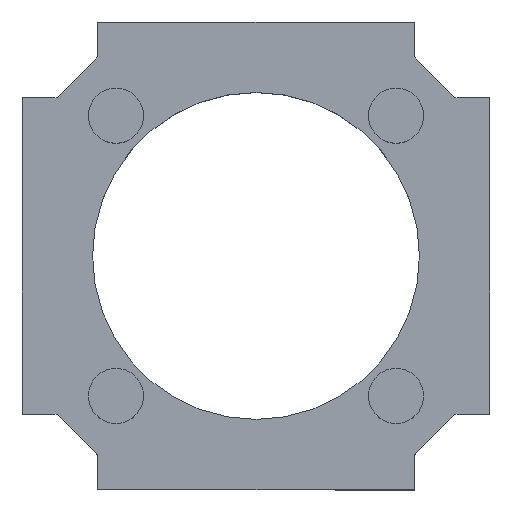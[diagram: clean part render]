
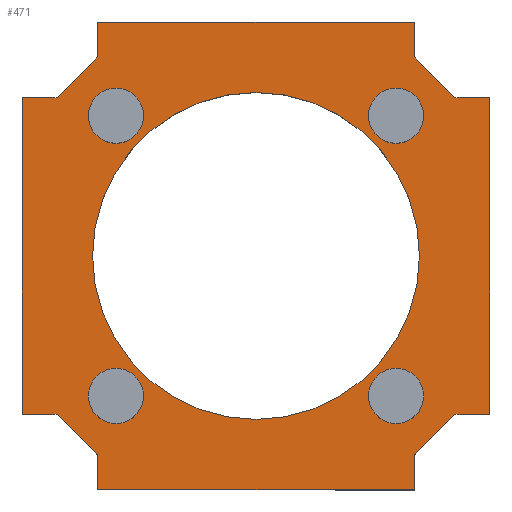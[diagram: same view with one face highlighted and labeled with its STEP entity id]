
A CAD part, top view. The second image highlights one B-rep face of the part: STEP entity #471.
In plain terms, the highlighted planar face has unit normal (0, 0, 1).
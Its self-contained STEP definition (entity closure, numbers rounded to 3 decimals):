
#20=FACE_BOUND('',#80,.T.);
#21=FACE_BOUND('',#81,.T.);
#22=FACE_BOUND('',#82,.T.);
#23=FACE_BOUND('',#83,.T.);
#24=FACE_BOUND('',#84,.T.);
#26=CIRCLE('',#519,17.5);
#27=CIRCLE('',#520,2.95);
#28=CIRCLE('',#521,2.95);
#29=CIRCLE('',#522,2.95);
#30=CIRCLE('',#523,2.95);
#52=FACE_OUTER_BOUND('',#79,.T.);
#79=EDGE_LOOP('',(#371,#372,#373,#374,#375,#376,#377,#378,#379,#380,#381,
#382,#383,#384,#385,#386));
#80=EDGE_LOOP('',(#387));
#81=EDGE_LOOP('',(#388));
#82=EDGE_LOOP('',(#389));
#83=EDGE_LOOP('',(#390));
#84=EDGE_LOOP('',(#391));
#98=LINE('',#676,#151);
#102=LINE('',#683,#155);
#105=LINE('',#689,#158);
#108=LINE('',#695,#161);
#111=LINE('',#701,#164);
#114=LINE('',#707,#167);
#117=LINE('',#713,#170);
#120=LINE('',#719,#173);
#123=LINE('',#725,#176);
#126=LINE('',#731,#179);
#129=LINE('',#737,#182);
#132=LINE('',#743,#185);
#135=LINE('',#749,#188);
#138=LINE('',#755,#191);
#141=LINE('',#761,#194);
#143=LINE('',#764,#196);
#151=VECTOR('',#545,10.);
#155=VECTOR('',#551,10.);
#158=VECTOR('',#556,10.);
#161=VECTOR('',#561,10.);
#164=VECTOR('',#566,10.);
#167=VECTOR('',#571,10.);
#170=VECTOR('',#576,10.);
#173=VECTOR('',#581,10.);
#176=VECTOR('',#586,10.);
#179=VECTOR('',#591,10.);
#182=VECTOR('',#596,10.);
#185=VECTOR('',#601,10.);
#188=VECTOR('',#606,10.);
#191=VECTOR('',#611,10.);
#194=VECTOR('',#616,10.);
#196=VECTOR('',#620,10.);
#204=VERTEX_POINT('',#673);
#205=VERTEX_POINT('',#675);
#207=VERTEX_POINT('',#681);
#209=VERTEX_POINT('',#687);
#211=VERTEX_POINT('',#693);
#213=VERTEX_POINT('',#699);
#215=VERTEX_POINT('',#705);
#217=VERTEX_POINT('',#711);
#219=VERTEX_POINT('',#717);
#221=VERTEX_POINT('',#723);
#223=VERTEX_POINT('',#729);
#225=VERTEX_POINT('',#735);
#227=VERTEX_POINT('',#741);
#229=VERTEX_POINT('',#747);
#231=VERTEX_POINT('',#753);
#233=VERTEX_POINT('',#759);
#234=VERTEX_POINT('',#766);
#235=VERTEX_POINT('',#768);
#236=VERTEX_POINT('',#770);
#237=VERTEX_POINT('',#772);
#238=VERTEX_POINT('',#774);
#246=EDGE_CURVE('',#204,#205,#98,.T.);
#250=EDGE_CURVE('',#207,#204,#102,.T.);
#253=EDGE_CURVE('',#209,#207,#105,.T.);
#256=EDGE_CURVE('',#211,#209,#108,.T.);
#259=EDGE_CURVE('',#213,#211,#111,.T.);
#262=EDGE_CURVE('',#215,#213,#114,.T.);
#265=EDGE_CURVE('',#217,#215,#117,.T.);
#268=EDGE_CURVE('',#219,#217,#120,.T.);
#271=EDGE_CURVE('',#221,#219,#123,.T.);
#274=EDGE_CURVE('',#223,#221,#126,.T.);
#277=EDGE_CURVE('',#225,#223,#129,.T.);
#280=EDGE_CURVE('',#227,#225,#132,.T.);
#283=EDGE_CURVE('',#229,#227,#135,.T.);
#286=EDGE_CURVE('',#231,#229,#138,.T.);
#289=EDGE_CURVE('',#233,#231,#141,.T.);
#291=EDGE_CURVE('',#205,#233,#143,.T.);
#292=EDGE_CURVE('',#234,#234,#26,.T.);
#293=EDGE_CURVE('',#235,#235,#27,.T.);
#294=EDGE_CURVE('',#236,#236,#28,.T.);
#295=EDGE_CURVE('',#237,#237,#29,.T.);
#296=EDGE_CURVE('',#238,#238,#30,.T.);
#371=ORIENTED_EDGE('',*,*,#265,.F.);
#372=ORIENTED_EDGE('',*,*,#268,.F.);
#373=ORIENTED_EDGE('',*,*,#271,.F.);
#374=ORIENTED_EDGE('',*,*,#274,.F.);
#375=ORIENTED_EDGE('',*,*,#277,.F.);
#376=ORIENTED_EDGE('',*,*,#280,.F.);
#377=ORIENTED_EDGE('',*,*,#283,.F.);
#378=ORIENTED_EDGE('',*,*,#286,.F.);
#379=ORIENTED_EDGE('',*,*,#289,.F.);
#380=ORIENTED_EDGE('',*,*,#291,.F.);
#381=ORIENTED_EDGE('',*,*,#246,.F.);
#382=ORIENTED_EDGE('',*,*,#250,.F.);
#383=ORIENTED_EDGE('',*,*,#253,.F.);
#384=ORIENTED_EDGE('',*,*,#256,.F.);
#385=ORIENTED_EDGE('',*,*,#259,.F.);
#386=ORIENTED_EDGE('',*,*,#262,.F.);
#387=ORIENTED_EDGE('',*,*,#292,.T.);
#388=ORIENTED_EDGE('',*,*,#293,.T.);
#389=ORIENTED_EDGE('',*,*,#294,.T.);
#390=ORIENTED_EDGE('',*,*,#295,.T.);
#391=ORIENTED_EDGE('',*,*,#296,.T.);
#449=PLANE('',#518);
#471=ADVANCED_FACE('',(#52,#20,#21,#22,#23,#24),#449,.T.);
#518=AXIS2_PLACEMENT_3D('',#765,#621,#622);
#519=AXIS2_PLACEMENT_3D('',#767,#623,#624);
#520=AXIS2_PLACEMENT_3D('',#769,#625,#626);
#521=AXIS2_PLACEMENT_3D('',#771,#627,#628);
#522=AXIS2_PLACEMENT_3D('',#773,#629,#630);
#523=AXIS2_PLACEMENT_3D('',#775,#631,#632);
#545=DIRECTION('',(0.,-1.,0.));
#551=DIRECTION('',(-0.707,-0.707,0.));
#556=DIRECTION('',(-1.,0.,0.));
#561=DIRECTION('',(0.,-1.,0.));
#566=DIRECTION('',(1.,0.,0.));
#571=DIRECTION('',(0.707,-0.707,0.));
#576=DIRECTION('',(0.,-1.,0.));
#581=DIRECTION('',(1.,0.,0.));
#586=DIRECTION('',(0.,1.,0.));
#591=DIRECTION('',(0.707,0.707,0.));
#596=DIRECTION('',(1.,0.,0.));
#601=DIRECTION('',(0.,1.,0.));
#606=DIRECTION('',(-1.,0.,0.));
#611=DIRECTION('',(-0.707,0.707,0.));
#616=DIRECTION('',(0.,1.,0.));
#620=DIRECTION('',(-1.,0.,0.));
#621=DIRECTION('center_axis',(0.,0.,1.));
#622=DIRECTION('ref_axis',(1.,0.,0.));
#623=DIRECTION('center_axis',(0.,0.,-1.));
#624=DIRECTION('ref_axis',(-1.,0.,0.));
#625=DIRECTION('center_axis',(0.,0.,-1.));
#626=DIRECTION('ref_axis',(-1.,0.,0.));
#627=DIRECTION('center_axis',(0.,0.,-1.));
#628=DIRECTION('ref_axis',(-1.,0.,0.));
#629=DIRECTION('center_axis',(0.,0.,-1.));
#630=DIRECTION('ref_axis',(-1.,0.,0.));
#631=DIRECTION('center_axis',(0.,0.,-1.));
#632=DIRECTION('ref_axis',(-1.,0.,0.));
#673=CARTESIAN_POINT('',(-3.98,-0.375,18.));
#675=CARTESIAN_POINT('',(-3.98,-4.12,18.));
#676=CARTESIAN_POINT('',(-3.98,-0.375,18.));
#681=CARTESIAN_POINT('',(0.375,3.98,18.));
#683=CARTESIAN_POINT('',(0.375,3.98,18.));
#687=CARTESIAN_POINT('',(4.12,3.98,18.));
#689=CARTESIAN_POINT('',(4.12,3.98,18.));
#693=CARTESIAN_POINT('',(4.12,37.88,18.));
#695=CARTESIAN_POINT('',(4.12,37.88,18.));
#699=CARTESIAN_POINT('',(0.375,37.88,18.));
#701=CARTESIAN_POINT('',(0.375,37.88,18.));
#705=CARTESIAN_POINT('',(-3.98,42.234,18.));
#707=CARTESIAN_POINT('',(-3.98,42.234,18.));
#711=CARTESIAN_POINT('',(-3.98,45.98,18.));
#713=CARTESIAN_POINT('',(-3.98,45.98,18.));
#717=CARTESIAN_POINT('',(-37.88,45.98,18.));
#719=CARTESIAN_POINT('',(-37.88,45.98,18.));
#723=CARTESIAN_POINT('',(-37.88,42.234,18.));
#725=CARTESIAN_POINT('',(-37.88,42.234,18.));
#729=CARTESIAN_POINT('',(-42.234,37.88,18.));
#731=CARTESIAN_POINT('',(-42.234,37.88,18.));
#735=CARTESIAN_POINT('',(-45.98,37.88,18.));
#737=CARTESIAN_POINT('',(-45.98,37.88,18.));
#741=CARTESIAN_POINT('',(-45.98,3.98,18.));
#743=CARTESIAN_POINT('',(-45.98,3.98,18.));
#747=CARTESIAN_POINT('',(-42.234,3.98,18.));
#749=CARTESIAN_POINT('',(-42.234,3.98,18.));
#753=CARTESIAN_POINT('',(-37.88,-0.375,18.));
#755=CARTESIAN_POINT('',(-37.88,-0.375,18.));
#759=CARTESIAN_POINT('',(-37.88,-4.12,18.));
#761=CARTESIAN_POINT('',(-37.88,-4.12,18.));
#764=CARTESIAN_POINT('',(-3.98,-4.12,18.));
#765=CARTESIAN_POINT('Origin',(-20.93,20.93,18.));
#766=CARTESIAN_POINT('',(-3.43,20.93,18.));
#767=CARTESIAN_POINT('Origin',(-20.93,20.93,18.));
#768=CARTESIAN_POINT('',(-32.98,5.93,18.));
#769=CARTESIAN_POINT('Origin',(-35.93,5.93,18.));
#770=CARTESIAN_POINT('',(-2.98,35.93,18.));
#771=CARTESIAN_POINT('Origin',(-5.93,35.93,18.));
#772=CARTESIAN_POINT('',(-32.98,35.93,18.));
#773=CARTESIAN_POINT('Origin',(-35.93,35.93,18.));
#774=CARTESIAN_POINT('',(-2.98,5.93,18.));
#775=CARTESIAN_POINT('Origin',(-5.93,5.93,18.));
